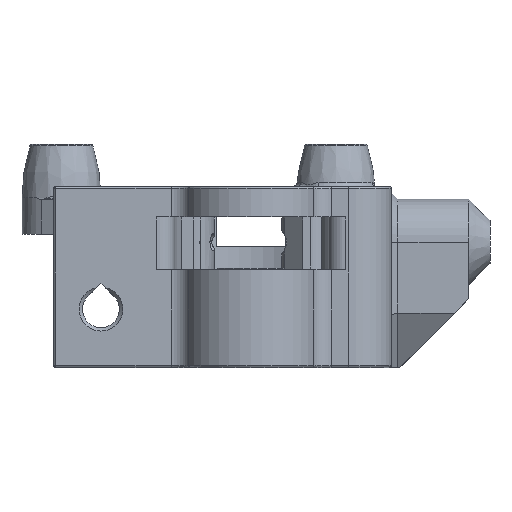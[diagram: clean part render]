
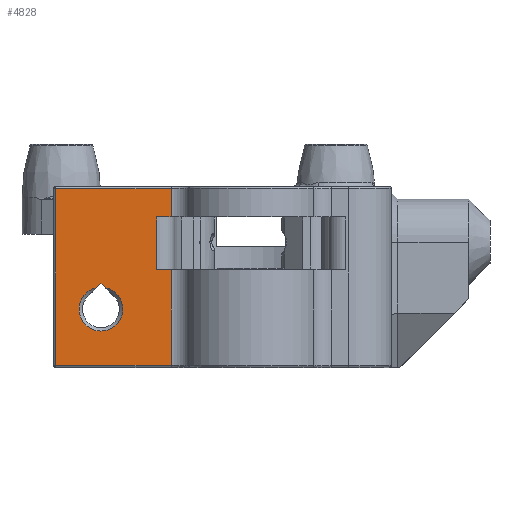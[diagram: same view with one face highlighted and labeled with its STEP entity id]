
A CAD part, left-side view. The second image highlights one B-rep face of the part: STEP entity #4828.
In plain terms, the highlighted planar face has unit normal (-1, 0, 0).
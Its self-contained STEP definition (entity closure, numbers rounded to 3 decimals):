
#227=FACE_BOUND('',#689,.T.);
#259=PLANE('',#5342);
#407=FACE_OUTER_BOUND('',#688,.T.);
#688=EDGE_LOOP('',(#3770,#3771,#3772,#3773,#3774,#3775,#3776,#3777));
#689=EDGE_LOOP('',(#3778,#3779,#3780));
#1077=LINE('',#9245,#1397);
#1078=LINE('',#9251,#1398);
#1079=LINE('',#9253,#1399);
#1080=LINE('',#9255,#1400);
#1081=LINE('',#9256,#1401);
#1082=LINE('',#9258,#1402);
#1083=LINE('',#9260,#1403);
#1084=LINE('',#9261,#1404);
#1085=LINE('',#9263,#1405);
#1086=LINE('',#9264,#1406);
#1397=VECTOR('',#6466,1000.);
#1398=VECTOR('',#6473,1000.);
#1399=VECTOR('',#6474,1000.);
#1400=VECTOR('',#6475,1000.);
#1401=VECTOR('',#6476,1000.);
#1402=VECTOR('',#6477,1000.);
#1403=VECTOR('',#6478,1000.);
#1404=VECTOR('',#6479,1000.);
#1405=VECTOR('',#6480,1000.);
#1406=VECTOR('',#6481,1000.);
#1594=CIRCLE('',#5125,2.55);
#1942=VERTEX_POINT('',#7627);
#1943=VERTEX_POINT('',#7631);
#2243=VERTEX_POINT('',#9243);
#2244=VERTEX_POINT('',#9244);
#2245=VERTEX_POINT('',#9249);
#2246=VERTEX_POINT('',#9250);
#2247=VERTEX_POINT('',#9252);
#2248=VERTEX_POINT('',#9254);
#2249=VERTEX_POINT('',#9257);
#2250=VERTEX_POINT('',#9259);
#2251=VERTEX_POINT('',#9262);
#2443=EDGE_CURVE('',#1942,#1943,#1594,.T.);
#2830=EDGE_CURVE('',#2243,#2244,#1077,.T.);
#2833=EDGE_CURVE('',#2245,#2246,#1078,.T.);
#2834=EDGE_CURVE('',#2246,#2247,#1079,.T.);
#2835=EDGE_CURVE('',#2247,#2248,#1080,.T.);
#2836=EDGE_CURVE('',#2248,#2243,#1081,.T.);
#2837=EDGE_CURVE('',#2249,#2244,#1082,.T.);
#2838=EDGE_CURVE('',#2250,#2249,#1083,.T.);
#2839=EDGE_CURVE('',#2245,#2250,#1084,.T.);
#2840=EDGE_CURVE('',#2251,#1943,#1085,.T.);
#2841=EDGE_CURVE('',#1942,#2251,#1086,.T.);
#3770=ORIENTED_EDGE('',*,*,#2833,.T.);
#3771=ORIENTED_EDGE('',*,*,#2834,.T.);
#3772=ORIENTED_EDGE('',*,*,#2835,.T.);
#3773=ORIENTED_EDGE('',*,*,#2836,.T.);
#3774=ORIENTED_EDGE('',*,*,#2830,.T.);
#3775=ORIENTED_EDGE('',*,*,#2837,.F.);
#3776=ORIENTED_EDGE('',*,*,#2838,.F.);
#3777=ORIENTED_EDGE('',*,*,#2839,.F.);
#3778=ORIENTED_EDGE('',*,*,#2840,.T.);
#3779=ORIENTED_EDGE('',*,*,#2443,.F.);
#3780=ORIENTED_EDGE('',*,*,#2841,.T.);
#4828=ADVANCED_FACE('',(#407,#227),#259,.T.);
#5125=AXIS2_PLACEMENT_3D('',#7632,#5848,#5849);
#5342=AXIS2_PLACEMENT_3D('',#9248,#6471,#6472);
#5848=DIRECTION('center_axis',(-1.,0.,0.));
#5849=DIRECTION('ref_axis',(0.,1.,0.));
#6466=DIRECTION('',(0.,0.,1.));
#6471=DIRECTION('center_axis',(-1.,0.,0.));
#6472=DIRECTION('ref_axis',(0.,1.,0.));
#6473=DIRECTION('',(0.,0.,1.));
#6474=DIRECTION('',(0.,1.,0.));
#6475=DIRECTION('',(0.,0.,1.));
#6476=DIRECTION('',(0.,-1.,0.));
#6477=DIRECTION('',(0.,-1.,0.));
#6478=DIRECTION('',(0.,0.,1.));
#6479=DIRECTION('',(0.,1.,0.));
#6480=DIRECTION('',(0.,-0.707,-0.707));
#6481=DIRECTION('',(0.,-0.707,0.707));
#7627=CARTESIAN_POINT('',(-17.,18.051,-5.31));
#7631=CARTESIAN_POINT('',(-17.,16.949,-5.31));
#7632=CARTESIAN_POINT('Origin',(-17.,17.5,-7.8));
#9243=CARTESIAN_POINT('',(-17.,9.327,2.95));
#9244=CARTESIAN_POINT('',(-17.,9.327,6.25));
#9245=CARTESIAN_POINT('',(-17.,9.327,-16.235));
#9248=CARTESIAN_POINT('Origin',(-17.,7.746,-13.8));
#9249=CARTESIAN_POINT('',(-17.,9.327,-14.35));
#9250=CARTESIAN_POINT('',(-17.,9.327,-3.2));
#9251=CARTESIAN_POINT('',(-17.,9.327,-16.235));
#9252=CARTESIAN_POINT('',(-17.,11.,-3.2));
#9253=CARTESIAN_POINT('',(-17.,9.327,-3.2));
#9254=CARTESIAN_POINT('',(-17.,11.,2.95));
#9255=CARTESIAN_POINT('',(-17.,11.,-8.913));
#9256=CARTESIAN_POINT('',(-17.,9.327,2.95));
#9257=CARTESIAN_POINT('',(-17.,22.75,6.25));
#9258=CARTESIAN_POINT('',(-17.,7.746,6.25));
#9259=CARTESIAN_POINT('',(-17.,22.75,-14.35));
#9260=CARTESIAN_POINT('',(-17.,22.75,-13.8));
#9261=CARTESIAN_POINT('',(-17.,22.75,-14.35));
#9262=CARTESIAN_POINT('',(-17.,17.5,-4.759));
#9263=CARTESIAN_POINT('',(-17.,15.98,-6.28));
#9264=CARTESIAN_POINT('',(-17.,19.02,-6.28));
